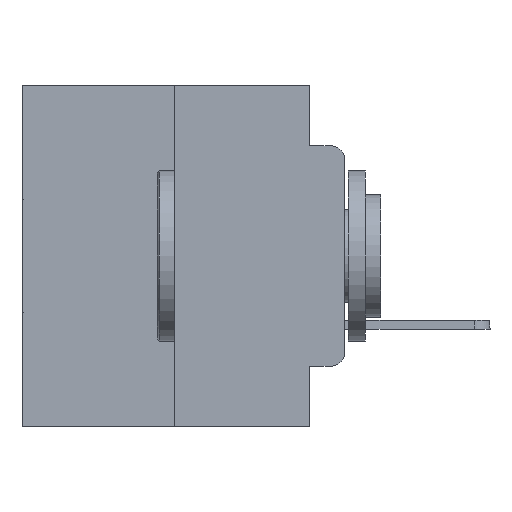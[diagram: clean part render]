
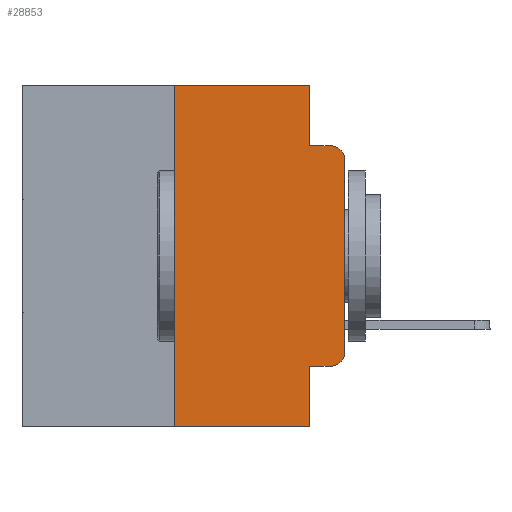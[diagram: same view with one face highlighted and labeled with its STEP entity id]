
A CAD part, left-side view. The second image highlights one B-rep face of the part: STEP entity #28853.
In plain terms, the highlighted planar face has unit normal (-1, 0, 0).
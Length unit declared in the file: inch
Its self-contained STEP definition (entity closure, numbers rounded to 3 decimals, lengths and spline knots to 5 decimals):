
#334 = VECTOR ( 'NONE', #18017, 39.37008 ) ;
#424 = VERTEX_POINT ( 'NONE', #12394 ) ;
#1310 = DIRECTION ( 'NONE',  ( 0., 0., -1. ) ) ;
#2095 = VECTOR ( 'NONE', #17536, 39.37008 ) ;
#2132 = LINE ( 'NONE', #15346, #2095 ) ;
#2871 = AXIS2_PLACEMENT_3D ( 'NONE', #26919, #20177, #15519 ) ;
#2873 = CARTESIAN_POINT ( 'NONE',  ( 0., 0.25, 0. ) ) ;
#3551 = LINE ( 'NONE', #19676, #23328 ) ;
#3629 = CARTESIAN_POINT ( 'NONE',  ( 0., 0.051, -0.4115 ) ) ;
#4546 = LINE ( 'NONE', #27088, #11729 ) ;
#4694 = DIRECTION ( 'NONE',  ( 0., -1., 0. ) ) ;
#4901 = VERTEX_POINT ( 'NONE', #15626 ) ;
#6203 = ORIENTED_EDGE ( 'NONE', *, *, #15692, .T. ) ;
#6793 = LINE ( 'NONE', #24816, #22400 ) ;
#6836 = VECTOR ( 'NONE', #23975, 39.37008 ) ;
#6985 = CARTESIAN_POINT ( 'NONE',  ( 0., 0.02, -0.4115 ) ) ;
#7427 = EDGE_CURVE ( 'NONE', #424, #12379, #21479, .T. ) ;
#8096 = VERTEX_POINT ( 'NONE', #26740 ) ;
#8464 = LINE ( 'NONE', #16851, #14503 ) ;
#9066 = CARTESIAN_POINT ( 'NONE',  ( 0., 0.051, 0. ) ) ;
#9124 = ORIENTED_EDGE ( 'NONE', *, *, #17274, .F. ) ;
#9384 = EDGE_CURVE ( 'NONE', #4901, #13026, #2132, .T. ) ;
#9424 = VERTEX_POINT ( 'NONE', #2873 ) ;
#9467 = DIRECTION ( 'NONE',  ( -1., 0., 0. ) ) ;
#11729 = VECTOR ( 'NONE', #26949, 39.37008 ) ;
#12187 = DIRECTION ( 'NONE',  ( -1., 0., 0. ) ) ;
#12379 = VERTEX_POINT ( 'NONE', #6985 ) ;
#12394 = CARTESIAN_POINT ( 'NONE',  ( 0., 0.051, -0.4115 ) ) ;
#12469 = CARTESIAN_POINT ( 'NONE',  ( 0., 0.02, -0.3915 ) ) ;
#13026 = VERTEX_POINT ( 'NONE', #21559 ) ;
#13526 = VERTEX_POINT ( 'NONE', #20396 ) ;
#13532 = ORIENTED_EDGE ( 'NONE', *, *, #23278, .F. ) ;
#14049 = VECTOR ( 'NONE', #4694, 39.37008 ) ;
#14503 = VECTOR ( 'NONE', #21487, 39.37008 ) ;
#14743 = EDGE_CURVE ( 'NONE', #13526, #9424, #6793, .T. ) ;
#14985 = EDGE_CURVE ( 'NONE', #26694, #19010, #3551, .T. ) ;
#15346 = CARTESIAN_POINT ( 'NONE',  ( 0., 0., 0. ) ) ;
#15519 = DIRECTION ( 'NONE',  ( 0., 0., -1. ) ) ;
#15626 = CARTESIAN_POINT ( 'NONE',  ( 0., 0., -0.3915 ) ) ;
#15677 = EDGE_CURVE ( 'NONE', #9424, #26694, #20057, .T. ) ;
#15683 = CARTESIAN_POINT ( 'NONE',  ( 0., 0.473, 0. ) ) ;
#15692 = EDGE_CURVE ( 'NONE', #13526, #19759, #4546, .T. ) ;
#16614 = ORIENTED_EDGE ( 'NONE', *, *, #25690, .T. ) ;
#16778 = CIRCLE ( 'NONE', #17683, 0.02 ) ;
#16851 = CARTESIAN_POINT ( 'NONE',  ( 0., 0.051, -0.0885 ) ) ;
#16922 = ORIENTED_EDGE ( 'NONE', *, *, #14985, .F. ) ;
#17274 = EDGE_CURVE ( 'NONE', #19010, #8096, #8464, .T. ) ;
#17536 = DIRECTION ( 'NONE',  ( 0., 0., 1. ) ) ;
#17683 = AXIS2_PLACEMENT_3D ( 'NONE', #20444, #9467, #17979 ) ;
#17979 = DIRECTION ( 'NONE',  ( 0., 0., -1. ) ) ;
#17993 = FACE_OUTER_BOUND ( 'NONE', #20229, .T. ) ;
#18017 = DIRECTION ( 'NONE',  ( 0., 0., -1. ) ) ;
#19010 = VERTEX_POINT ( 'NONE', #20678 ) ;
#19676 = CARTESIAN_POINT ( 'NONE',  ( 0., 0.051, 0. ) ) ;
#19759 = VERTEX_POINT ( 'NONE', #21784 ) ;
#20057 = LINE ( 'NONE', #15683, #14049 ) ;
#20177 = DIRECTION ( 'NONE',  ( 1., 0., 0. ) ) ;
#20229 = EDGE_LOOP ( 'NONE', ( #26697, #26352, #9124, #16922, #28125, #21293, #6203, #13532, #26506, #16614 ) ) ;
#20237 = CARTESIAN_POINT ( 'NONE',  ( 0., 0.051, 0. ) ) ;
#20396 = CARTESIAN_POINT ( 'NONE',  ( 0., 0.25, -0.5 ) ) ;
#20444 = CARTESIAN_POINT ( 'NONE',  ( 0., 0.02, -0.1085 ) ) ;
#20546 = DIRECTION ( 'NONE',  ( 0., 0., 1. ) ) ;
#20678 = CARTESIAN_POINT ( 'NONE',  ( 0., 0.051, -0.0885 ) ) ;
#21293 = ORIENTED_EDGE ( 'NONE', *, *, #14743, .F. ) ;
#21479 = LINE ( 'NONE', #3629, #6836 ) ;
#21487 = DIRECTION ( 'NONE',  ( 0., -1., 0. ) ) ;
#21559 = CARTESIAN_POINT ( 'NONE',  ( 0., 0., -0.1085 ) ) ;
#21784 = CARTESIAN_POINT ( 'NONE',  ( 0., 0.051, -0.5 ) ) ;
#21843 = DIRECTION ( 'NONE',  ( 0., 0., -1. ) ) ;
#22400 = VECTOR ( 'NONE', #20546, 39.37008 ) ;
#22906 = AXIS2_PLACEMENT_3D ( 'NONE', #12469, #12187, #1310 ) ;
#23278 = EDGE_CURVE ( 'NONE', #424, #19759, #26810, .T. ) ;
#23328 = VECTOR ( 'NONE', #21843, 39.37008 ) ;
#23354 = CIRCLE ( 'NONE', #22906, 0.02 ) ;
#23779 = EDGE_CURVE ( 'NONE', #13026, #8096, #16778, .T. ) ;
#23975 = DIRECTION ( 'NONE',  ( 0., -1., 0. ) ) ;
#24816 = CARTESIAN_POINT ( 'NONE',  ( 0., 0.25, 0. ) ) ;
#25690 = EDGE_CURVE ( 'NONE', #12379, #4901, #23354, .T. ) ;
#26352 = ORIENTED_EDGE ( 'NONE', *, *, #23779, .T. ) ;
#26506 = ORIENTED_EDGE ( 'NONE', *, *, #7427, .T. ) ;
#26637 = PLANE ( 'NONE',  #2871 ) ;
#26694 = VERTEX_POINT ( 'NONE', #20237 ) ;
#26697 = ORIENTED_EDGE ( 'NONE', *, *, #9384, .T. ) ;
#26740 = CARTESIAN_POINT ( 'NONE',  ( 0., 0.02, -0.0885 ) ) ;
#26810 = LINE ( 'NONE', #9066, #334 ) ;
#26919 = CARTESIAN_POINT ( 'NONE',  ( 0., 0.473, 0. ) ) ;
#26949 = DIRECTION ( 'NONE',  ( 0., -1., 0. ) ) ;
#27088 = CARTESIAN_POINT ( 'NONE',  ( 0., 0.473, -0.5 ) ) ;
#28125 = ORIENTED_EDGE ( 'NONE', *, *, #15677, .F. ) ;
#28853 = ADVANCED_FACE ( 'NONE', ( #17993 ), #26637, .F. ) ;
